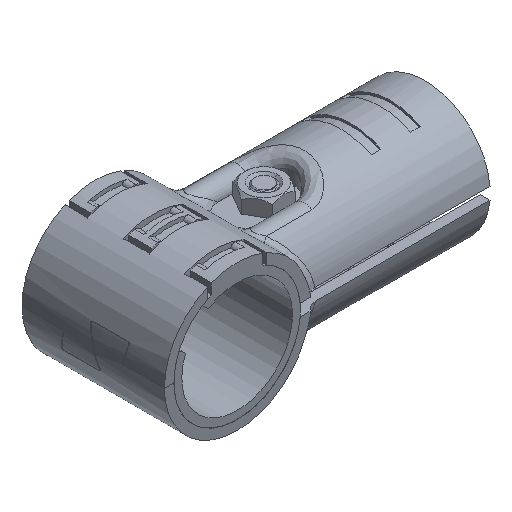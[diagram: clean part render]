
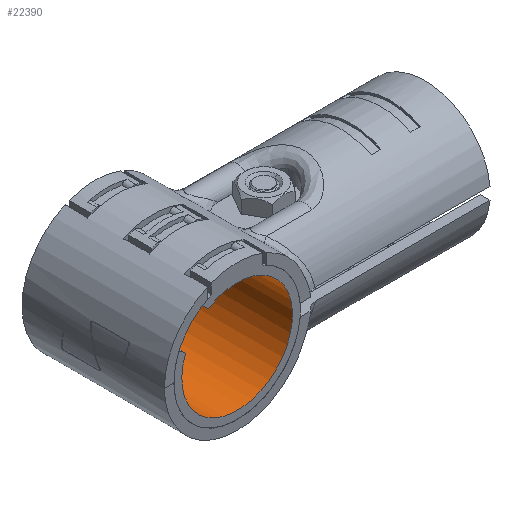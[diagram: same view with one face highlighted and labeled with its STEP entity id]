
A CAD part, isometric view. The second image highlights one B-rep face of the part: STEP entity #22390.
In plain terms, the highlighted cylindrical face has radius 14 mm (diameter 28 mm), a partial arc.
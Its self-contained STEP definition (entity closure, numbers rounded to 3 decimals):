
#1314 = LINE ( 'NONE', #10034, #3231 ) ;
#2836 = CARTESIAN_POINT ( 'NONE',  ( -13.048, -18., 5.074 ) ) ;
#3231 = VECTOR ( 'NONE', #20859, 1000. ) ;
#3488 = CIRCLE ( 'NONE', #3856, 14. ) ;
#3856 = AXIS2_PLACEMENT_3D ( 'NONE', #7402, #11015, #4032 ) ;
#4032 = DIRECTION ( 'NONE',  ( -0.932, 0., 0.362 ) ) ;
#4292 = DIRECTION ( 'NONE',  ( 0., -1., 0. ) ) ;
#5302 = AXIS2_PLACEMENT_3D ( 'NONE', #16096, #7103, #13985 ) ;
#5921 = VERTEX_POINT ( 'NONE', #2836 ) ;
#6149 = LINE ( 'NONE', #22222, #9160 ) ;
#6175 = CARTESIAN_POINT ( 'NONE',  ( 0., 18., 0. ) ) ;
#6707 = EDGE_CURVE ( 'NONE', #19029, #17177, #18113, .T. ) ;
#6870 = CYLINDRICAL_SURFACE ( 'NONE', #5302, 14. ) ;
#7103 = DIRECTION ( 'NONE',  ( 0., 1., 0. ) ) ;
#7402 = CARTESIAN_POINT ( 'NONE',  ( 0., -18., 0. ) ) ;
#7909 = DIRECTION ( 'NONE',  ( -0.932, 0., 0.362 ) ) ;
#8614 = ORIENTED_EDGE ( 'NONE', *, *, #11307, .T. ) ;
#8776 = AXIS2_PLACEMENT_3D ( 'NONE', #6175, #16791, #7909 ) ;
#9160 = VECTOR ( 'NONE', #4292, 1000. ) ;
#9661 = CARTESIAN_POINT ( 'NONE',  ( -7.263, -18., 11.969 ) ) ;
#9968 = EDGE_CURVE ( 'NONE', #5921, #10189, #3488, .T. ) ;
#10034 = CARTESIAN_POINT ( 'NONE',  ( -7.263, -18., 11.969 ) ) ;
#10189 = VERTEX_POINT ( 'NONE', #9661 ) ;
#10193 = ORIENTED_EDGE ( 'NONE', *, *, #10646, .T. ) ;
#10377 = FACE_OUTER_BOUND ( 'NONE', #19717, .T. ) ;
#10646 = EDGE_CURVE ( 'NONE', #19029, #5921, #6149, .T. ) ;
#11015 = DIRECTION ( 'NONE',  ( 0., -1., 0. ) ) ;
#11307 = EDGE_CURVE ( 'NONE', #10189, #17177, #1314, .T. ) ;
#13916 = CARTESIAN_POINT ( 'NONE',  ( -13.048, 18., 5.074 ) ) ;
#13985 = DIRECTION ( 'NONE',  ( -0.766, 0., 0.643 ) ) ;
#16096 = CARTESIAN_POINT ( 'NONE',  ( 0., -18.72, 0. ) ) ;
#16791 = DIRECTION ( 'NONE',  ( 0., -1., 0. ) ) ;
#17177 = VERTEX_POINT ( 'NONE', #21187 ) ;
#18113 = CIRCLE ( 'NONE', #8776, 14. ) ;
#19029 = VERTEX_POINT ( 'NONE', #13916 ) ;
#19717 = EDGE_LOOP ( 'NONE', ( #10193, #20807, #8614, #20318 ) ) ;
#20318 = ORIENTED_EDGE ( 'NONE', *, *, #6707, .F. ) ;
#20807 = ORIENTED_EDGE ( 'NONE', *, *, #9968, .T. ) ;
#20859 = DIRECTION ( 'NONE',  ( 0., 1., 0. ) ) ;
#21187 = CARTESIAN_POINT ( 'NONE',  ( -7.263, 18., 11.969 ) ) ;
#22222 = CARTESIAN_POINT ( 'NONE',  ( -13.048, 18., 5.074 ) ) ;
#22390 = ADVANCED_FACE ( 'NONE', ( #10377 ), #6870, .F. ) ;
